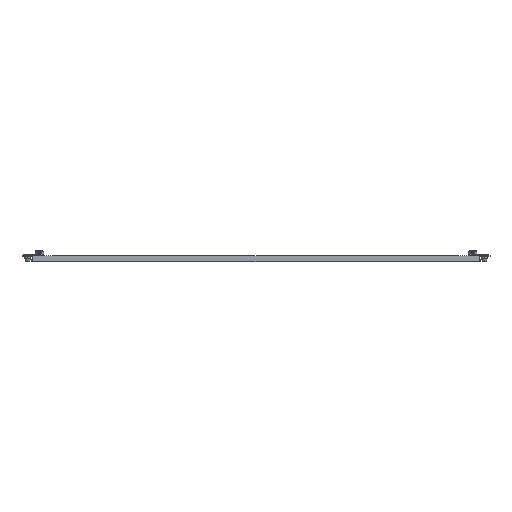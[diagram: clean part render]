
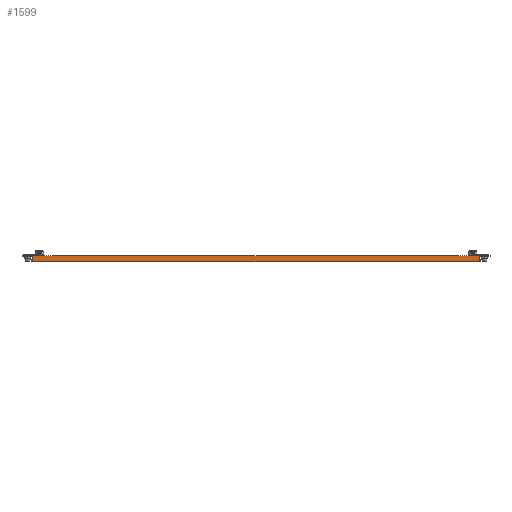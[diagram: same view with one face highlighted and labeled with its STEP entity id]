
A CAD part, front view. The second image highlights one B-rep face of the part: STEP entity #1599.
In plain terms, the highlighted planar face has unit normal (0, -1, 0).
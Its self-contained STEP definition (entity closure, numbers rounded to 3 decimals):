
#390=DIRECTION('',(0.,0.,1.));
#391=VECTOR('',#390,1.);
#392=CARTESIAN_POINT('',(750.,-100.,0.));
#393=LINE('',#392,#391);
#411=DIRECTION('',(-1.,0.,0.));
#412=VECTOR('',#411,750.);
#413=CARTESIAN_POINT('',(750.,-100.,1.));
#414=LINE('',#413,#412);
#697=DIRECTION('',(-1.,0.,0.));
#698=VECTOR('',#697,17.);
#699=CARTESIAN_POINT('',(750.,-100.,0.));
#700=LINE('',#699,#698);
#704=DIRECTION('',(-1.,0.,0.));
#705=VECTOR('',#704,716.);
#706=CARTESIAN_POINT('',(733.,-100.,-9.));
#707=LINE('',#706,#705);
#711=DIRECTION('',(0.,0.,1.));
#712=VECTOR('',#711,9.);
#713=CARTESIAN_POINT('',(17.,-100.,-9.));
#714=LINE('',#713,#712);
#718=DIRECTION('',(-1.,0.,0.));
#719=VECTOR('',#718,17.);
#720=CARTESIAN_POINT('',(17.,-100.,0.));
#721=LINE('',#720,#719);
#725=DIRECTION('',(0.,0.,1.));
#726=VECTOR('',#725,1.);
#727=CARTESIAN_POINT('',(0.,-100.,0.));
#728=LINE('',#727,#726);
#732=DIRECTION('',(0.,0.,1.));
#733=VECTOR('',#732,9.);
#734=CARTESIAN_POINT('',(733.,-100.,-9.));
#735=LINE('',#734,#733);
#1061=CARTESIAN_POINT('',(750.,-100.,0.));
#1063=VERTEX_POINT('',#1061);
#1075=CARTESIAN_POINT('',(0.,-100.,0.));
#1076=VERTEX_POINT('',#1075);
#1077=CARTESIAN_POINT('',(17.,-100.,0.));
#1078=VERTEX_POINT('',#1077);
#1083=CARTESIAN_POINT('',(733.,-100.,0.));
#1084=VERTEX_POINT('',#1083);
#1165=CARTESIAN_POINT('',(750.,-100.,1.));
#1166=VERTEX_POINT('',#1165);
#1167=CARTESIAN_POINT('',(0.,-100.,1.));
#1168=VERTEX_POINT('',#1167);
#1229=CARTESIAN_POINT('',(733.,-100.,-9.));
#1230=VERTEX_POINT('',#1229);
#1231=CARTESIAN_POINT('',(17.,-100.,-9.));
#1232=VERTEX_POINT('',#1231);
#1581=CARTESIAN_POINT('',(0.,-100.,1.));
#1582=DIRECTION('',(0.,-1.,0.));
#1583=DIRECTION('',(1.,0.,0.));
#1584=AXIS2_PLACEMENT_3D('',#1581,#1582,#1583);
#1585=PLANE('',#1584);
#1586=ORIENTED_EDGE('',*,*,#1398,.F.);
#1587=ORIENTED_EDGE('',*,*,#1385,.F.);
#1588=ORIENTED_EDGE('',*,*,#1280,.T.);
#1590=ORIENTED_EDGE('',*,*,#1589,.F.);
#1592=ORIENTED_EDGE('',*,*,#1591,.T.);
#1594=ORIENTED_EDGE('',*,*,#1593,.T.);
#1595=ORIENTED_EDGE('',*,*,#1272,.T.);
#1596=ORIENTED_EDGE('',*,*,#1574,.T.);
#1597=EDGE_LOOP('',(#1586,#1587,#1588,#1590,#1592,#1594,#1595,#1596));
#1598=FACE_OUTER_BOUND('',#1597,.F.);
#1272=EDGE_CURVE('',#1078,#1076,#721,.T.);
#1280=EDGE_CURVE('',#1063,#1084,#700,.T.);
#1385=EDGE_CURVE('',#1063,#1166,#393,.T.);
#1398=EDGE_CURVE('',#1166,#1168,#414,.T.);
#1574=EDGE_CURVE('',#1076,#1168,#728,.T.);
#1589=EDGE_CURVE('',#1230,#1084,#735,.T.);
#1591=EDGE_CURVE('',#1230,#1232,#707,.T.);
#1593=EDGE_CURVE('',#1232,#1078,#714,.T.);
#1599=ADVANCED_FACE('',(#1598),#1585,.T.);
